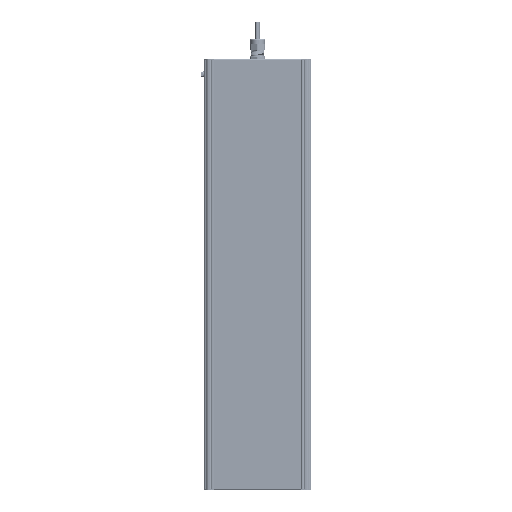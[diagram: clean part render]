
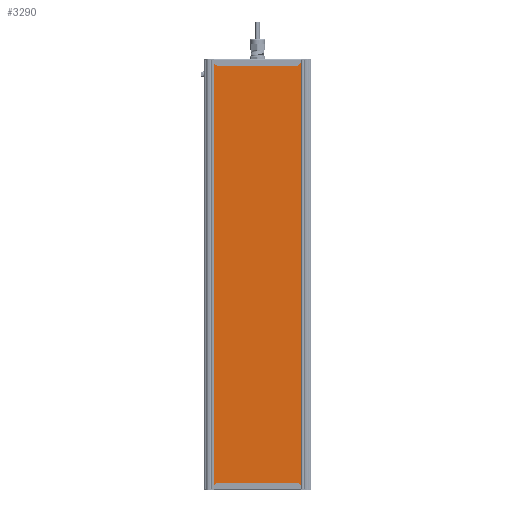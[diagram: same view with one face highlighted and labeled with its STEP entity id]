
A CAD part, front view. The second image highlights one B-rep face of the part: STEP entity #3290.
In plain terms, the highlighted face is planar.
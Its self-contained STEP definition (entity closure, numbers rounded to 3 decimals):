
#3290=ADVANCED_FACE('',(#7426),#7428,.T.);
#7426=FACE_BOUND('',#7427,.T.);
#7427=EDGE_LOOP('',(#35974,#35975,#35976,#35977));
#7428=PLANE('',#7429);
#7429=AXIS2_PLACEMENT_3D('',#7430,#7431,#7432);
#7430=CARTESIAN_POINT('',(2111.497,401.002,-34.582));
#7431=DIRECTION('',(0.,0.,-1.));
#7432=DIRECTION('',(0.,1.,0.));
#35974=ORIENTED_EDGE('',*,*,#40424,.F.);
#35975=ORIENTED_EDGE('',*,*,#40423,.T.);
#35976=ORIENTED_EDGE('',*,*,#40425,.F.);
#35977=ORIENTED_EDGE('',*,*,#40415,.F.);
#40415=EDGE_CURVE('',#44077,#44080,#44081,.T.);
#40423=EDGE_CURVE('',#44090,#44092,#44094,.T.);
#40424=EDGE_CURVE('',#44090,#44077,#44095,.T.);
#40425=EDGE_CURVE('',#44080,#44092,#44096,.T.);
#44077=VERTEX_POINT('',#52089);
#44080=VERTEX_POINT('',#52094);
#44081=LINE('',#52095,#52096);
#44090=VERTEX_POINT('',#52116);
#44092=VERTEX_POINT('',#52120);
#44094=LINE('',#52124,#52125);
#44095=LINE('',#52127,#52128);
#44096=LINE('',#52130,#52131);
#52089=CARTESIAN_POINT('',(2111.497,401.002,-34.582));
#52094=CARTESIAN_POINT('',(2857.497,401.002,-34.582));
#52095=CARTESIAN_POINT('',(2111.497,401.002,-34.582));
#52096=VECTOR('',#52097,1.);
#52097=DIRECTION('',(1.,0.,0.));
#52116=CARTESIAN_POINT('',(2111.497,565.13,-34.582));
#52120=CARTESIAN_POINT('',(2857.497,565.13,-34.582));
#52124=CARTESIAN_POINT('',(2111.497,565.13,-34.582));
#52125=VECTOR('',#52126,1.);
#52126=DIRECTION('',(1.,0.,0.));
#52127=CARTESIAN_POINT('',(2111.497,565.13,-34.582));
#52128=VECTOR('',#52129,1.);
#52129=DIRECTION('',(0.,-1.,0.));
#52130=CARTESIAN_POINT('',(2857.497,401.002,-34.582));
#52131=VECTOR('',#52132,1.);
#52132=DIRECTION('',(0.,1.,0.));
